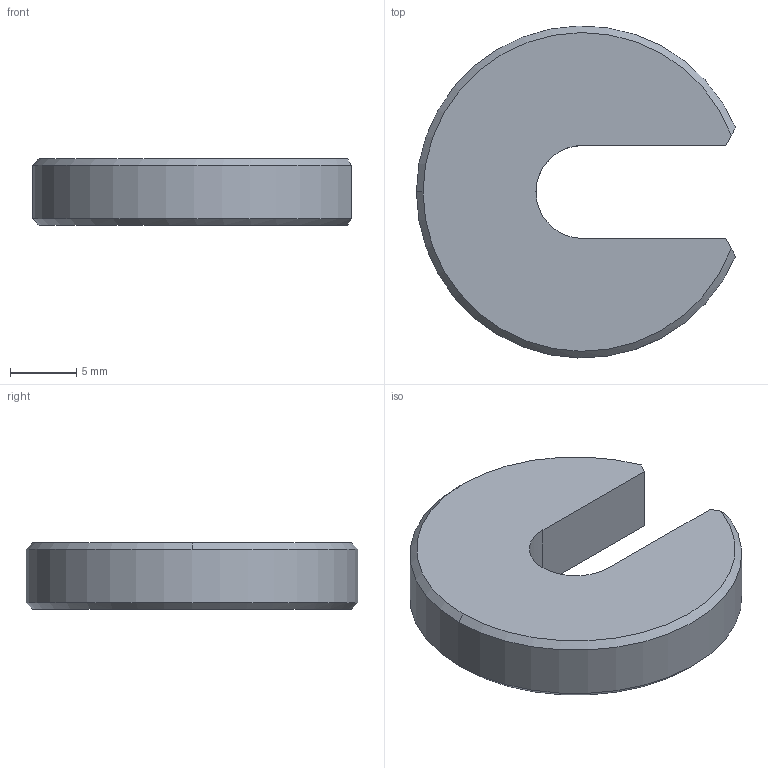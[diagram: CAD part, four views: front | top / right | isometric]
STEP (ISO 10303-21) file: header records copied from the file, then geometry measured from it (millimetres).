
FILE_DESCRIPTION (( 'STEP AP214' ), '1' );
FILE_NAME ('WDS-402-202.step', '2012-04-05T12:46:57', ( 'SysAdmin' ), ( 'SolidWorks' ), 'SwSTEP 2.0', 'SolidWorks 2012', '' );
FILE_SCHEMA (( 'AUTOMOTIVE_DESIGN' ));
Length unit declared in the file: millimetre
Products named in the file (1): WDS-402-202
Bounding box: 24.02 x 24.99 x 5 mm (x, y, z)
Volume: 1901.2 mm3; surface area: 1247.2 mm2
Topology: 1 solids, 1 shells, 11 faces, 27 edges, 18 vertices
Faces by surface type: plane 6, cone 3, cylinder 2
Entity records: 488 total; most frequent: CARTESIAN_POINT 69, DIRECTION 55, ORIENTED_EDGE 54, EDGE_CURVE 27, AXIS2_PLACEMENT_3D 20, VERTEX_POINT 18, VECTOR 15, LINE 15
